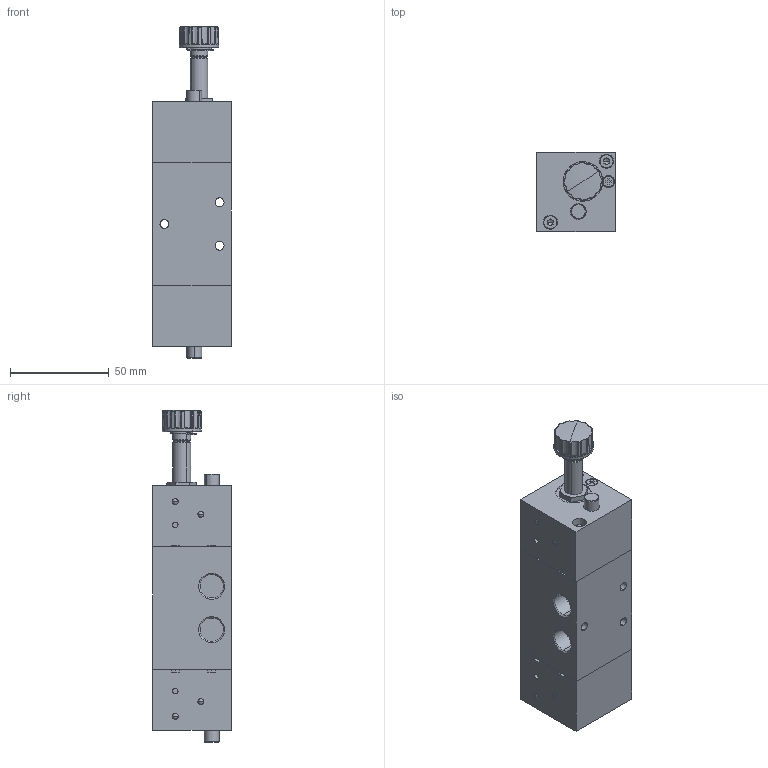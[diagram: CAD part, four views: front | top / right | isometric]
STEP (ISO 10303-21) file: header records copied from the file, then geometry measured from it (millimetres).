
FILE_DESCRIPTION (( 'STEP AP214' ), '1' );
FILE_NAME ('10_019_3.STEP', '2016-08-05T08:49:25', ( '' ), ( '' ), 'SwSTEP 2.0', 'SolidWorks 2016', '' );
FILE_SCHEMA (( 'AUTOMOTIVE_DESIGN' ));
Length unit declared in the file: millimetre
Products named in the file (1): 10_019_3
Bounding box: 40 x 40 x 168.5 mm (x, y, z)
Volume: 194950 mm3; surface area: 40092 mm2
Topology: 15 solids, 15 shells, 550 faces, 1396 edges, 896 vertices
Faces by surface type: plane 240, cylinder 125, cone 114, torus 48, sphere 20, bspline 3
Entity records: 21433 total; most frequent: CARTESIAN_POINT 4251, ORIENTED_EDGE 2686, DIRECTION 2628, EDGE_CURVE 1343, AXIS2_PLACEMENT_3D 1033, VERTEX_POINT 869, EDGE_LOOP 602, VECTOR 562
